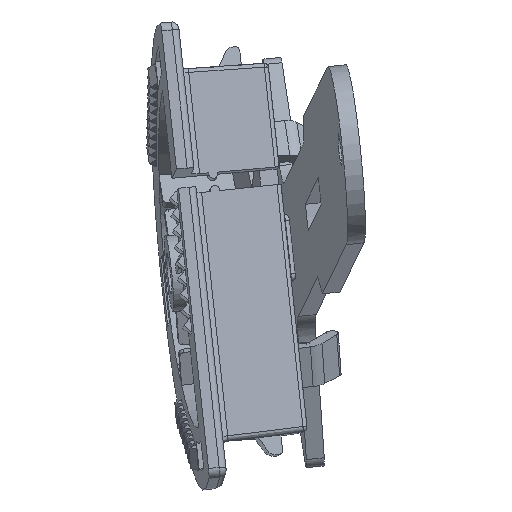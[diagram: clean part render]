
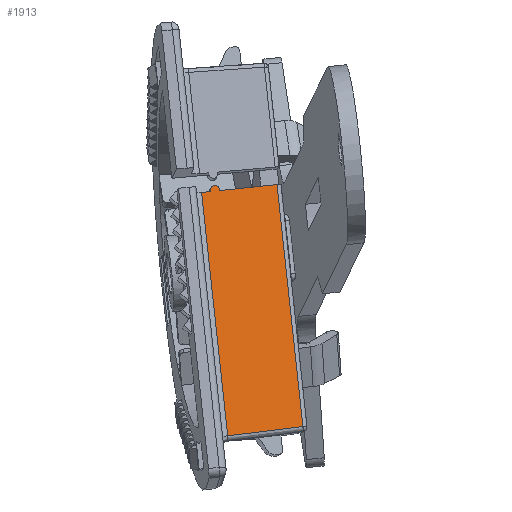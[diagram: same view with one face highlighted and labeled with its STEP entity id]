
A CAD part, front view. The second image highlights one B-rep face of the part: STEP entity #1913.
In plain terms, the highlighted planar face has unit normal (0.084, -0.989, 0.122).
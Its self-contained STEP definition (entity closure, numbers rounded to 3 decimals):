
#1567=AXIS2_PLACEMENT_3D('Plane Axis2P3D',#1564,#1565,#1566) ;
#1040=CARTESIAN_POINT('Vertex',(11.985,-0.947,-19.356)) ;
#1064=CARTESIAN_POINT('Vertex',(9.101,2.137,7.575)) ;
#1067=CARTESIAN_POINT('Line Origine',(12.054,-1.021,-20.001)) ;
#1087=CARTESIAN_POINT('Line Origine',(5.91,1.824,7.24)) ;
#1091=CARTESIAN_POINT('Vertex',(2.719,1.512,6.906)) ;
#1564=CARTESIAN_POINT('Axis2P3D Location',(-1.827,2.905,21.303)) ;
#1834=CARTESIAN_POINT('Line Origine',(2.162,-0.235,-6.845)) ;
#1838=CARTESIAN_POINT('Vertex',(0.712,1.315,6.696)) ;
#1840=CARTESIAN_POINT('Vertex',(3.612,-1.786,-20.385)) ;
#1844=CARTESIAN_POINT('Control Point',(11.985,-0.947,-19.356)) ;
#1845=CARTESIAN_POINT('Control Point',(10.311,-1.115,-19.562)) ;
#1846=CARTESIAN_POINT('Control Point',(8.636,-1.283,-19.768)) ;
#1847=CARTESIAN_POINT('Control Point',(6.961,-1.45,-19.974)) ;
#1848=CARTESIAN_POINT('Control Point',(5.287,-1.618,-20.18)) ;
#1849=CARTESIAN_POINT('Control Point',(3.612,-1.786,-20.385)) ;
#1851=CARTESIAN_POINT('Line Origine',(2.711,1.52,6.976)) ;
#1855=CARTESIAN_POINT('Vertex',(2.704,1.528,7.046)) ;
#1859=CARTESIAN_POINT('Control Point',(2.704,1.528,7.046)) ;
#1860=CARTESIAN_POINT('Control Point',(2.697,1.535,7.113)) ;
#1861=CARTESIAN_POINT('Control Point',(2.678,1.542,7.179)) ;
#1862=CARTESIAN_POINT('Control Point',(2.648,1.547,7.241)) ;
#1863=CARTESIAN_POINT('Control Point',(2.568,1.554,7.354)) ;
#1864=CARTESIAN_POINT('Control Point',(2.455,1.555,7.435)) ;
#1865=CARTESIAN_POINT('Control Point',(2.392,1.553,7.465)) ;
#1866=CARTESIAN_POINT('Control Point',(2.305,1.549,7.49)) ;
#1867=CARTESIAN_POINT('Control Point',(2.216,1.542,7.495)) ;
#1868=CARTESIAN_POINT('Control Point',(2.195,1.54,7.495)) ;
#1869=CARTESIAN_POINT('Control Point',(2.175,1.538,7.494)) ;
#1870=CARTESIAN_POINT('Control Point',(2.155,1.536,7.492)) ;
#1871=CARTESIAN_POINT('Vertex',(2.155,1.536,7.492)) ;
#1875=CARTESIAN_POINT('Control Point',(2.155,1.536,7.492)) ;
#1876=CARTESIAN_POINT('Control Point',(2.107,1.532,7.488)) ;
#1877=CARTESIAN_POINT('Control Point',(2.059,1.526,7.477)) ;
#1878=CARTESIAN_POINT('Control Point',(2.013,1.52,7.461)) ;
#1879=CARTESIAN_POINT('Control Point',(1.908,1.505,7.408)) ;
#1880=CARTESIAN_POINT('Control Point',(1.821,1.487,7.327)) ;
#1881=CARTESIAN_POINT('Control Point',(1.78,1.477,7.271)) ;
#1882=CARTESIAN_POINT('Control Point',(1.732,1.461,7.174)) ;
#1883=CARTESIAN_POINT('Control Point',(1.711,1.446,7.068)) ;
#1884=CARTESIAN_POINT('Control Point',(1.708,1.441,7.029)) ;
#1885=CARTESIAN_POINT('Control Point',(1.708,1.436,6.99)) ;
#1886=CARTESIAN_POINT('Control Point',(1.712,1.432,6.951)) ;
#1887=CARTESIAN_POINT('Vertex',(1.712,1.432,6.951)) ;
#1890=CARTESIAN_POINT('Line Origine',(1.72,1.423,6.876)) ;
#1894=CARTESIAN_POINT('Vertex',(1.728,1.415,6.802)) ;
#1897=CARTESIAN_POINT('Line Origine',(1.22,1.365,6.749)) ;
#1068=DIRECTION('Vector Direction',(-0.106,0.113,0.988)) ;
#1088=DIRECTION('Vector Direction',(0.99,0.097,0.104)) ;
#1565=DIRECTION('Axis2P3D Direction',(0.084,-0.989,0.122)) ;
#1566=DIRECTION('Axis2P3D XDirection',(0.106,-0.113,-0.988)) ;
#1835=DIRECTION('Vector Direction',(0.106,-0.113,-0.988)) ;
#1852=DIRECTION('Vector Direction',(-0.106,0.113,0.988)) ;
#1891=DIRECTION('Vector Direction',(0.106,-0.113,-0.988)) ;
#1898=DIRECTION('Vector Direction',(0.99,0.097,0.104)) ;
#1069=VECTOR('Line Direction',#1068,1.) ;
#1089=VECTOR('Line Direction',#1088,1.) ;
#1836=VECTOR('Line Direction',#1835,1.) ;
#1853=VECTOR('Line Direction',#1852,1.) ;
#1892=VECTOR('Line Direction',#1891,1.) ;
#1899=VECTOR('Line Direction',#1898,1.) ;
#1903=ORIENTED_EDGE('',*,*,#1842,.T.) ;
#1904=ORIENTED_EDGE('',*,*,#1850,.F.) ;
#1905=ORIENTED_EDGE('',*,*,#1071,.T.) ;
#1906=ORIENTED_EDGE('',*,*,#1093,.F.) ;
#1907=ORIENTED_EDGE('',*,*,#1857,.T.) ;
#1908=ORIENTED_EDGE('',*,*,#1873,.T.) ;
#1909=ORIENTED_EDGE('',*,*,#1889,.T.) ;
#1910=ORIENTED_EDGE('',*,*,#1896,.T.) ;
#1911=ORIENTED_EDGE('',*,*,#1901,.F.) ;
#1913=ADVANCED_FACE('SUPPORT-MARTEAU.1\\Body',(#1912),#1568,.T.) ;
#1843=B_SPLINE_CURVE_WITH_KNOTS('',5,(#1844,#1845,#1846,#1847,#1848,#1849),.UNSPECIFIED.,.F.,.U.,(6,6),(0.,11.99),.UNSPECIFIED.) ;
#1858=B_SPLINE_CURVE_WITH_KNOTS('',5,(#1859,#1860,#1861,#1862,#1863,#1864,#1865,#1866,#1867,#1868,#1869,#1870),.UNSPECIFIED.,.F.,.U.,(6,3,3,6),(0.,0.482,0.973,1.118),.UNSPECIFIED.) ;
#1874=B_SPLINE_CURVE_WITH_KNOTS('',5,(#1875,#1876,#1877,#1878,#1879,#1880,#1881,#1882,#1883,#1884,#1885,#1886),.UNSPECIFIED.,.F.,.U.,(6,3,3,6),(1.118,1.466,1.958,2.237),.UNSPECIFIED.) ;
#1071=EDGE_CURVE('',#1041,#1065,#1070,.T.) ;
#1093=EDGE_CURVE('',#1092,#1065,#1090,.T.) ;
#1842=EDGE_CURVE('',#1839,#1841,#1837,.T.) ;
#1850=EDGE_CURVE('',#1041,#1841,#1843,.T.) ;
#1857=EDGE_CURVE('',#1092,#1856,#1854,.T.) ;
#1873=EDGE_CURVE('',#1856,#1872,#1858,.T.) ;
#1889=EDGE_CURVE('',#1872,#1888,#1874,.T.) ;
#1896=EDGE_CURVE('',#1888,#1895,#1893,.T.) ;
#1901=EDGE_CURVE('',#1839,#1895,#1900,.T.) ;
#1902=EDGE_LOOP('',(#1903,#1904,#1905,#1906,#1907,#1908,#1909,#1910,#1911)) ;
#1912=FACE_OUTER_BOUND('',#1902,.T.) ;
#1070=LINE('Line',#1067,#1069) ;
#1090=LINE('Line',#1087,#1089) ;
#1837=LINE('Line',#1834,#1836) ;
#1854=LINE('Line',#1851,#1853) ;
#1893=LINE('Line',#1890,#1892) ;
#1900=LINE('Line',#1897,#1899) ;
#1568=PLANE('',#1567) ;
#1041=VERTEX_POINT('',#1040) ;
#1065=VERTEX_POINT('',#1064) ;
#1092=VERTEX_POINT('',#1091) ;
#1839=VERTEX_POINT('',#1838) ;
#1841=VERTEX_POINT('',#1840) ;
#1856=VERTEX_POINT('',#1855) ;
#1872=VERTEX_POINT('',#1871) ;
#1888=VERTEX_POINT('',#1887) ;
#1895=VERTEX_POINT('',#1894) ;
